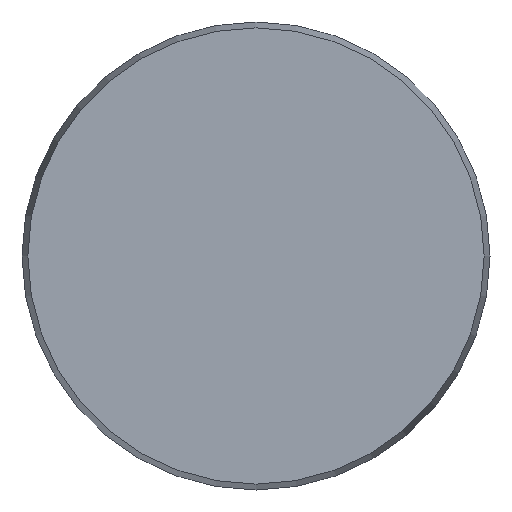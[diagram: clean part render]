
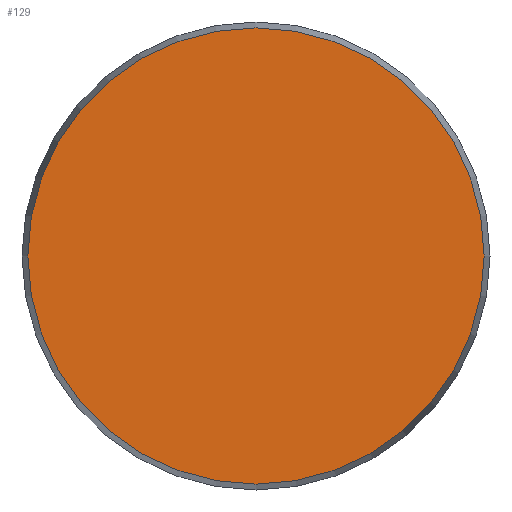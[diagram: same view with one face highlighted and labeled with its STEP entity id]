
A CAD part, front view. The second image highlights one B-rep face of the part: STEP entity #129.
In plain terms, the highlighted planar face has unit normal (0, -1, 0).
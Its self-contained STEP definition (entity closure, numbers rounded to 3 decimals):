
#129 = ADVANCED_FACE( '', ( #275 ), #276, .F. );
#275 = FACE_OUTER_BOUND( '', #464, .T. );
#276 = PLANE( '', #465 );
#464 = EDGE_LOOP( '', ( #751 ) );
#465 = AXIS2_PLACEMENT_3D( '', #752, #753, #754 );
#751 = ORIENTED_EDGE( '', *, *, #954, .T. );
#752 = CARTESIAN_POINT( '', ( 48.75, 0., 0. ) );
#753 = DIRECTION( '', ( 0., 1., 0. ) );
#754 = DIRECTION( '', ( 0., 0., 1. ) );
#954 = EDGE_CURVE( '', #1132, #1132, #1133, .T. );
#1132 = VERTEX_POINT( '', #1501 );
#1133 = CIRCLE( '', #1502, 48.75 );
#1501 = CARTESIAN_POINT( '', ( 0., 0., -48.75 ) );
#1502 = AXIS2_PLACEMENT_3D( '', #1649, #1650, #1651 );
#1649 = CARTESIAN_POINT( '', ( 0., 0., 0. ) );
#1650 = DIRECTION( '', ( 0., -1., 0. ) );
#1651 = DIRECTION( '', ( 0., 0., -1. ) );
